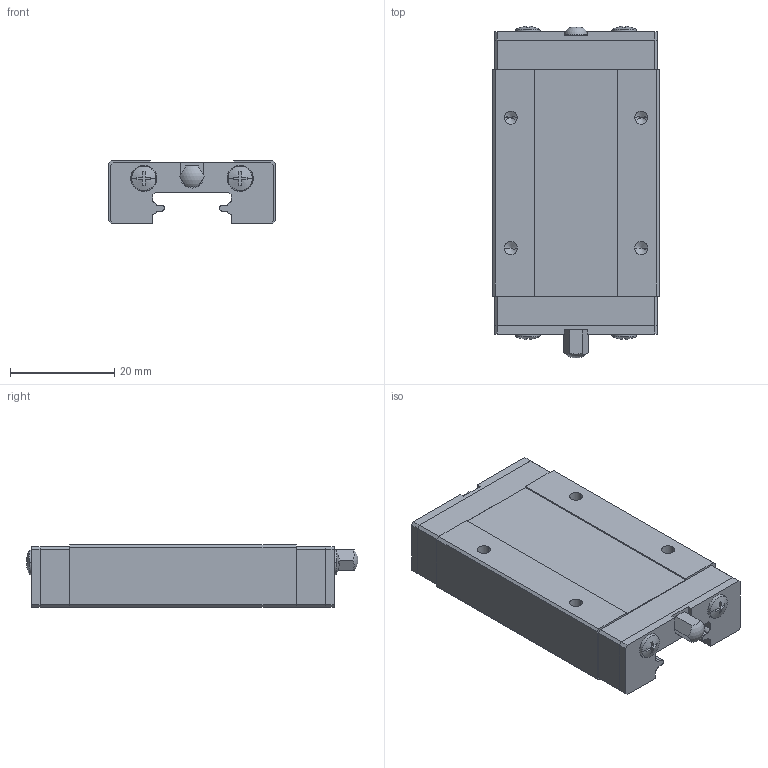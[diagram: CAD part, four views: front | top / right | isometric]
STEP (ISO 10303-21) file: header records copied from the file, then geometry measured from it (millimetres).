
FILE_DESCRIPTION(('STEP AP214'),'1');
FILE_NAME('cctmp_755F1C6C-2249-4B85-9F51-D96CD3DCF523_2025_07_11_14_21_42_0264_111920..stp','2025-07-11T12:21:42',('HIWIN GmbH'),('CADClick - www.CADClick.com'),'Spatial InterOp 3D',' ','unknown authorization');
FILE_SCHEMA(('AUTOMOTIVE_DESIGN'));
Length unit declared in the file: millimetre
Products named in the file (2): MGN15HZ0HM+U_FILE; MGN15HZ0HM+U_FILE_1
Assembly tree (1 placements, depth 2):
  MGN15HZ0HM+U_FILE
    MGN15HZ0HM+U_FILE_1
Bounding box: 32 x 63.67 x 12 mm (x, y, z)
Volume: 16876.5 mm3; surface area: 7125.4 mm2
Topology: 1 solids, 5 shells, 247 faces, 658 edges, 426 vertices
Faces by surface type: plane 152, cylinder 64, cone 28, torus 2, sphere 1
Entity records: 9582 total; most frequent: CARTESIAN_POINT 1485, ORIENTED_EDGE 1300, DIRECTION 1230, EDGE_CURVE 650, LINE 440, VECTOR 440, VERTEX_POINT 426, AXIS2_PLACEMENT_3D 395
